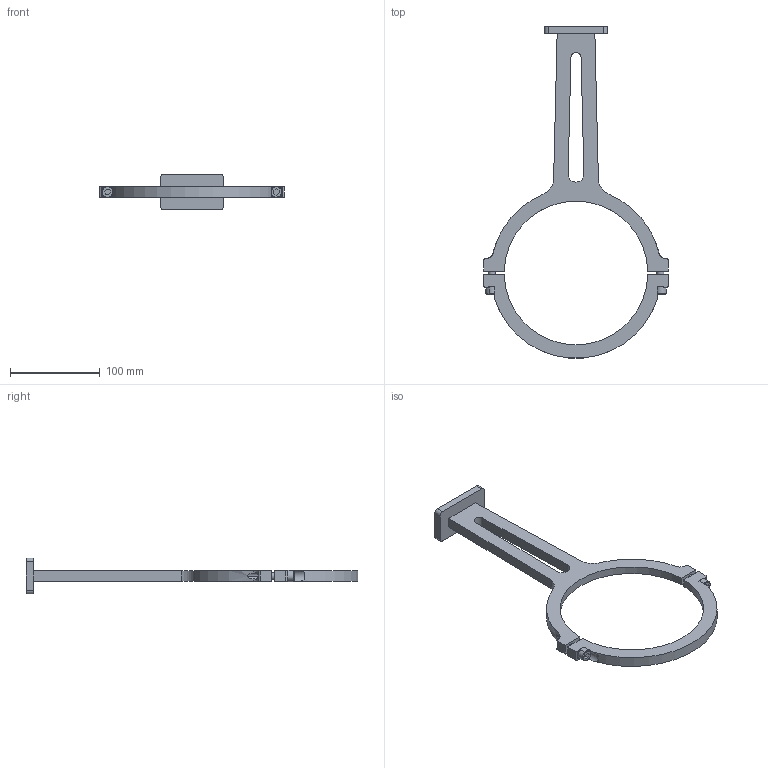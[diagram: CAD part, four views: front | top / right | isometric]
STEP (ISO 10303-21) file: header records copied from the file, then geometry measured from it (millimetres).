
FILE_DESCRIPTION (( 'STEP AP214' ), '1' );
FILE_NAME ('P8209.STEP', '2021-08-18T11:04:50', ( '' ), ( '' ), 'SwSTEP 2.0', 'SolidWorks 2019', '' );
FILE_SCHEMA (( 'AUTOMOTIVE_DESIGN' ));
Length unit declared in the file: millimetre
Products named in the file (1): P8209
Bounding box: 205.95 x 369.67 x 40 mm (x, y, z)
Volume: 187640.4 mm3; surface area: 63896.7 mm2
Topology: 5 solids, 5 shells, 122 faces, 316 edges, 204 vertices
Faces by surface type: cylinder 55, plane 55, cone 8, torus 4
Entity records: 5348 total; most frequent: CARTESIAN_POINT 863, DIRECTION 658, ORIENTED_EDGE 624, EDGE_CURVE 312, AXIS2_PLACEMENT_3D 239, VERTEX_POINT 204, VECTOR 180, LINE 180
